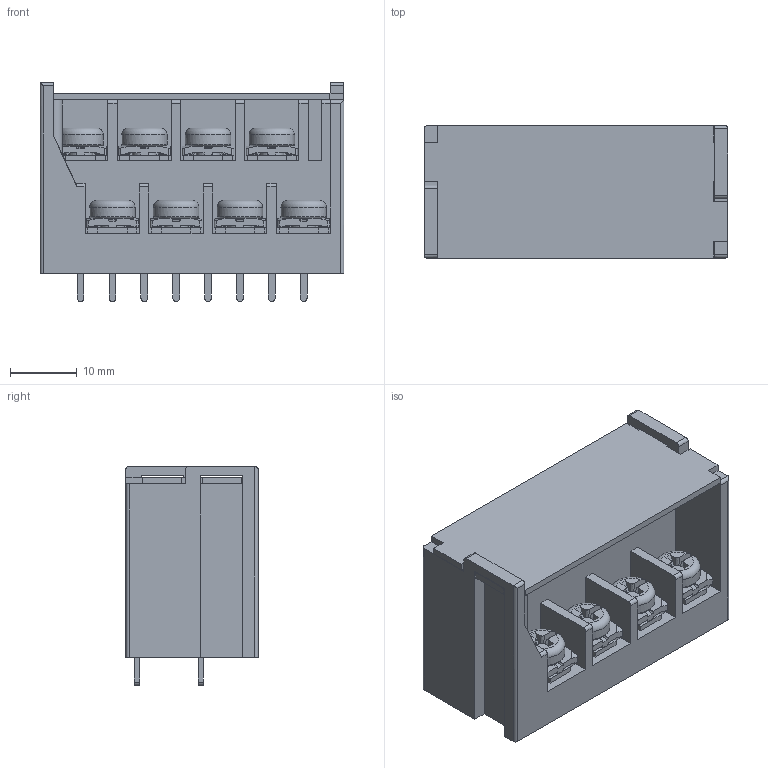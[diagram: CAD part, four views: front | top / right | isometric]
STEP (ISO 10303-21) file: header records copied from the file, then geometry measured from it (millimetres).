
FILE_DESCRIPTION( ( 'Unknown' ), '1' );
FILE_NAME( 'TD4-224104.stp', 'Unknown', ( 'Unknown' ), ( 'Unknown' ), 'XStep 1.0', 'Unknown', ' ' );
FILE_SCHEMA( ( 'automotive_design' ) );
Length unit declared in the file: millimetre
Products named in the file (1): 1
Bounding box: 45.38 x 19.8 x 32.7 mm (x, y, z)
Volume: 14885.2 mm3; surface area: 11347.5 mm2
Topology: 1 solids, 1 shells, 1204 faces, 3310 edges, 2130 vertices
Faces by surface type: plane 741, cylinder 303, torus 88, cone 40, bspline 32
Full cylindrical faces by diameter (mm): 0.1 x4, 3.6 x8, 6.8 x8
Entity records: 38816 total; most frequent: CARTESIAN_POINT 8577, ORIENTED_EDGE 6460, DIRECTION 6187, EDGE_CURVE 3230, VERTEX_POINT 2094, AXIS2_PLACEMENT_3D 2072, LINE 2043, VECTOR 2043
